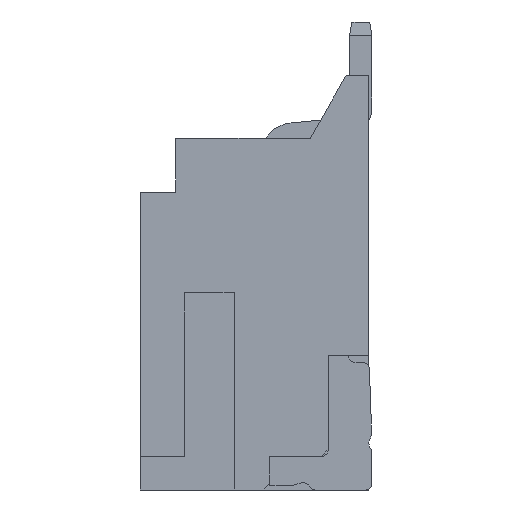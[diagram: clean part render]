
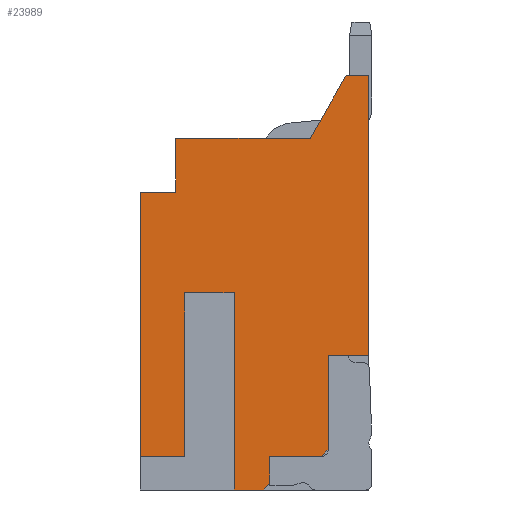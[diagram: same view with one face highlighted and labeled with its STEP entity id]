
A CAD part, left-side view. The second image highlights one B-rep face of the part: STEP entity #23989.
In plain terms, the highlighted planar face has unit normal (-1, 0, 0).
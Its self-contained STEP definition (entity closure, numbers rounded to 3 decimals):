
#11 = VECTOR ( 'NONE', #24385, 1000. ) ;
#28 = VERTEX_POINT ( 'NONE', #12913 ) ;
#109 = CARTESIAN_POINT ( 'NONE',  ( -8., -5.1, 1.4 ) ) ;
#395 = ORIENTED_EDGE ( 'NONE', *, *, #5435, .F. ) ;
#456 = CARTESIAN_POINT ( 'NONE',  ( -8., -1., -3.45 ) ) ;
#626 = VERTEX_POINT ( 'NONE', #3008 ) ;
#1371 = DIRECTION ( 'NONE',  ( 0., 0., 1. ) ) ;
#1602 = VECTOR ( 'NONE', #25996, 1000. ) ;
#1604 = VERTEX_POINT ( 'NONE', #3063 ) ;
#1761 = DIRECTION ( 'NONE',  ( 0., 0., 1. ) ) ;
#1776 = ORIENTED_EDGE ( 'NONE', *, *, #3537, .F. ) ;
#2039 = CARTESIAN_POINT ( 'NONE',  ( -8., 0., -3.225 ) ) ;
#2069 = EDGE_CURVE ( 'NONE', #8689, #12251, #11310, .T. ) ;
#2306 = CARTESIAN_POINT ( 'NONE',  ( -8., -2.55, -1.2 ) ) ;
#2454 = VECTOR ( 'NONE', #13909, 1000. ) ;
#2772 = VECTOR ( 'NONE', #12140, 1000. ) ;
#2895 = CARTESIAN_POINT ( 'NONE',  ( -8., -1., -7.1 ) ) ;
#3001 = ORIENTED_EDGE ( 'NONE', *, *, #14505, .F. ) ;
#3008 = CARTESIAN_POINT ( 'NONE',  ( -8., -2.1, -3.45 ) ) ;
#3063 = CARTESIAN_POINT ( 'NONE',  ( -8., -2.9, -7.1 ) ) ;
#3189 = EDGE_CURVE ( 'NONE', #14118, #17120, #20414, .T. ) ;
#3358 = LINE ( 'NONE', #10049, #2454 ) ;
#3375 = EDGE_CURVE ( 'NONE', #9313, #14118, #21836, .T. ) ;
#3417 = CARTESIAN_POINT ( 'NONE',  ( -8., -0.8, -3.925 ) ) ;
#3537 = EDGE_CURVE ( 'NONE', #4303, #13510, #4942, .T. ) ;
#3596 = VERTEX_POINT ( 'NONE', #13108 ) ;
#3747 = VERTEX_POINT ( 'NONE', #20220 ) ;
#4052 = EDGE_CURVE ( 'NONE', #9618, #1604, #7009, .T. ) ;
#4185 = VERTEX_POINT ( 'NONE', #22385 ) ;
#4303 = VERTEX_POINT ( 'NONE', #18680 ) ;
#4321 = CARTESIAN_POINT ( 'NONE',  ( -8., -4.6, 1.4 ) ) ;
#4861 = EDGE_CURVE ( 'NONE', #16803, #3596, #5629, .T. ) ;
#4942 = LINE ( 'NONE', #2306, #10089 ) ;
#5083 = DIRECTION ( 'NONE',  ( 1., 0., 0. ) ) ;
#5161 = VERTEX_POINT ( 'NONE', #26267 ) ;
#5435 = EDGE_CURVE ( 'NONE', #12251, #3747, #13595, .T. ) ;
#5444 = ORIENTED_EDGE ( 'NONE', *, *, #25644, .F. ) ;
#5595 = CARTESIAN_POINT ( 'NONE',  ( -8., -4.85, 1.4 ) ) ;
#5629 = LINE ( 'NONE', #11595, #6012 ) ;
#5675 = VECTOR ( 'NONE', #25858, 1000. ) ;
#6012 = VECTOR ( 'NONE', #24524, 1000. ) ;
#6468 = ORIENTED_EDGE ( 'NONE', *, *, #27098, .T. ) ;
#6666 = CARTESIAN_POINT ( 'NONE',  ( -8., -0.8, -1.2 ) ) ;
#7009 = LINE ( 'NONE', #24196, #5675 ) ;
#7557 = CARTESIAN_POINT ( 'NONE',  ( -8., -2.55, -7.85 ) ) ;
#7693 = ORIENTED_EDGE ( 'NONE', *, *, #3375, .F. ) ;
#8453 = ORIENTED_EDGE ( 'NONE', *, *, #17999, .T. ) ;
#8656 = ORIENTED_EDGE ( 'NONE', *, *, #13634, .F. ) ;
#8689 = VERTEX_POINT ( 'NONE', #456 ) ;
#9313 = VERTEX_POINT ( 'NONE', #15177 ) ;
#9618 = VERTEX_POINT ( 'NONE', #12209 ) ;
#9838 = LINE ( 'NONE', #3417, #13351 ) ;
#9897 = AXIS2_PLACEMENT_3D ( 'NONE', #25891, #5083, #13406 ) ;
#10049 = CARTESIAN_POINT ( 'NONE',  ( -8., -5.1, -3.225 ) ) ;
#10089 = VECTOR ( 'NONE', #17223, 1000. ) ;
#10114 = CARTESIAN_POINT ( 'NONE',  ( -8., -3.8, 0. ) ) ;
#10115 = LINE ( 'NONE', #2039, #14756 ) ;
#10171 = EDGE_CURVE ( 'NONE', #5161, #9618, #11709, .T. ) ;
#11310 = LINE ( 'NONE', #26291, #11 ) ;
#11528 = VECTOR ( 'NONE', #15957, 1000. ) ;
#11595 = CARTESIAN_POINT ( 'NONE',  ( -8., -2.9, -7.7 ) ) ;
#11709 = LINE ( 'NONE', #21990, #20137 ) ;
#12072 = CARTESIAN_POINT ( 'NONE',  ( -8., -2.9, -6.025 ) ) ;
#12140 = DIRECTION ( 'NONE',  ( 0., 0., 1. ) ) ;
#12209 = CARTESIAN_POINT ( 'NONE',  ( -8., -4.05, -7.1 ) ) ;
#12251 = VERTEX_POINT ( 'NONE', #2895 ) ;
#12913 = CARTESIAN_POINT ( 'NONE',  ( -8., -5.1, -4.85 ) ) ;
#13108 = CARTESIAN_POINT ( 'NONE',  ( -8., -2.75, -7.85 ) ) ;
#13295 = EDGE_CURVE ( 'NONE', #16803, #1604, #22070, .T. ) ;
#13351 = VECTOR ( 'NONE', #16012, 1000. ) ;
#13406 = DIRECTION ( 'NONE',  ( 0., 0., -1. ) ) ;
#13510 = VERTEX_POINT ( 'NONE', #6666 ) ;
#13595 = LINE ( 'NONE', #22089, #14256 ) ;
#13634 = EDGE_CURVE ( 'NONE', #13510, #9313, #9838, .T. ) ;
#13909 = DIRECTION ( 'NONE',  ( 0., 0., 1. ) ) ;
#14051 = ORIENTED_EDGE ( 'NONE', *, *, #24139, .F. ) ;
#14118 = VERTEX_POINT ( 'NONE', #21866 ) ;
#14211 = CARTESIAN_POINT ( 'NONE',  ( -8., -2.1, -3.225 ) ) ;
#14256 = VECTOR ( 'NONE', #15657, 1000. ) ;
#14501 = ORIENTED_EDGE ( 'NONE', *, *, #2069, .F. ) ;
#14505 = EDGE_CURVE ( 'NONE', #4185, #5161, #22114, .T. ) ;
#14756 = VECTOR ( 'NONE', #1761, 1000. ) ;
#15177 = CARTESIAN_POINT ( 'NONE',  ( -8., -0.8, 0. ) ) ;
#15657 = DIRECTION ( 'NONE',  ( 0., 1., 0. ) ) ;
#15710 = PLANE ( 'NONE',  #9897 ) ;
#15957 = DIRECTION ( 'NONE',  ( 0., 1., 0. ) ) ;
#16012 = DIRECTION ( 'NONE',  ( 0., 0., 1. ) ) ;
#16093 = DIRECTION ( 'NONE',  ( 0., 0.707, -0.707 ) ) ;
#16803 = VERTEX_POINT ( 'NONE', #16928 ) ;
#16928 = CARTESIAN_POINT ( 'NONE',  ( -8., -2.9, -7.7 ) ) ;
#16973 = ORIENTED_EDGE ( 'NONE', *, *, #4052, .F. ) ;
#17106 = ORIENTED_EDGE ( 'NONE', *, *, #18726, .F. ) ;
#17120 = VERTEX_POINT ( 'NONE', #4321 ) ;
#17223 = DIRECTION ( 'NONE',  ( 0., -1., 0. ) ) ;
#17228 = LINE ( 'NONE', #26034, #24365 ) ;
#17631 = FACE_OUTER_BOUND ( 'NONE', #22840, .T. ) ;
#17745 = LINE ( 'NONE', #26277, #11528 ) ;
#17994 = CARTESIAN_POINT ( 'NONE',  ( -8., -4.2, -3.225 ) ) ;
#17999 = EDGE_CURVE ( 'NONE', #28, #23876, #3358, .T. ) ;
#18043 = EDGE_CURVE ( 'NONE', #17120, #23876, #24492, .T. ) ;
#18045 = VECTOR ( 'NONE', #26337, 1000. ) ;
#18680 = CARTESIAN_POINT ( 'NONE',  ( -8., 0., -1.2 ) ) ;
#18726 = EDGE_CURVE ( 'NONE', #626, #8689, #17745, .T. ) ;
#18833 = VECTOR ( 'NONE', #21722, 1000. ) ;
#18878 = ORIENTED_EDGE ( 'NONE', *, *, #18043, .F. ) ;
#19929 = DIRECTION ( 'NONE',  ( 0., -1., 0. ) ) ;
#20098 = VECTOR ( 'NONE', #26411, 1000. ) ;
#20137 = VECTOR ( 'NONE', #16093, 1000. ) ;
#20220 = CARTESIAN_POINT ( 'NONE',  ( -8., 0., -7.1 ) ) ;
#20414 = LINE ( 'NONE', #10114, #18045 ) ;
#20832 = VECTOR ( 'NONE', #1371, 1000. ) ;
#20968 = ORIENTED_EDGE ( 'NONE', *, *, #4861, .F. ) ;
#21051 = VECTOR ( 'NONE', #19929, 1000. ) ;
#21624 = ORIENTED_EDGE ( 'NONE', *, *, #10171, .F. ) ;
#21722 = DIRECTION ( 'NONE',  ( 0., -1., 0. ) ) ;
#21836 = LINE ( 'NONE', #24197, #18833 ) ;
#21866 = CARTESIAN_POINT ( 'NONE',  ( -8., -3.8, 0. ) ) ;
#21990 = CARTESIAN_POINT ( 'NONE',  ( -8., -4.2, -6.95 ) ) ;
#22070 = LINE ( 'NONE', #12072, #20832 ) ;
#22089 = CARTESIAN_POINT ( 'NONE',  ( -8., -2.55, -7.1 ) ) ;
#22114 = LINE ( 'NONE', #17994, #1602 ) ;
#22385 = CARTESIAN_POINT ( 'NONE',  ( -8., -4.2, -4.85 ) ) ;
#22840 = EDGE_LOOP ( 'NONE', ( #21624, #3001, #24669, #8453, #18878, #23743, #7693, #8656, #1776, #5444, #395, #14501, #17106, #14051, #6468, #20968, #23120, #16973 ) ) ;
#23120 = ORIENTED_EDGE ( 'NONE', *, *, #13295, .T. ) ;
#23743 = ORIENTED_EDGE ( 'NONE', *, *, #3189, .F. ) ;
#23876 = VERTEX_POINT ( 'NONE', #109 ) ;
#23952 = EDGE_CURVE ( 'NONE', #28, #4185, #17228, .T. ) ;
#23989 = ADVANCED_FACE ( 'NONE', ( #17631 ), #15710, .F. ) ;
#24068 = LINE ( 'NONE', #7557, #21051 ) ;
#24139 = EDGE_CURVE ( 'NONE', #25757, #626, #26573, .T. ) ;
#24196 = CARTESIAN_POINT ( 'NONE',  ( -8., -2.55, -7.1 ) ) ;
#24197 = CARTESIAN_POINT ( 'NONE',  ( -8., -2.55, 0. ) ) ;
#24365 = VECTOR ( 'NONE', #25633, 1000. ) ;
#24385 = DIRECTION ( 'NONE',  ( 0., 0., -1. ) ) ;
#24492 = LINE ( 'NONE', #5595, #20098 ) ;
#24524 = DIRECTION ( 'NONE',  ( 0., 0.707, -0.707 ) ) ;
#24669 = ORIENTED_EDGE ( 'NONE', *, *, #23952, .F. ) ;
#25633 = DIRECTION ( 'NONE',  ( 0., 1., 0. ) ) ;
#25644 = EDGE_CURVE ( 'NONE', #3747, #4303, #10115, .T. ) ;
#25757 = VERTEX_POINT ( 'NONE', #25894 ) ;
#25858 = DIRECTION ( 'NONE',  ( 0., 1., 0. ) ) ;
#25891 = CARTESIAN_POINT ( 'NONE',  ( -8., -2.55, -3.225 ) ) ;
#25894 = CARTESIAN_POINT ( 'NONE',  ( -8., -2.1, -7.85 ) ) ;
#25996 = DIRECTION ( 'NONE',  ( 0., 0., -1. ) ) ;
#26034 = CARTESIAN_POINT ( 'NONE',  ( -8., -2.55, -4.85 ) ) ;
#26267 = CARTESIAN_POINT ( 'NONE',  ( -8., -4.2, -6.95 ) ) ;
#26277 = CARTESIAN_POINT ( 'NONE',  ( -8., -2.55, -3.45 ) ) ;
#26291 = CARTESIAN_POINT ( 'NONE',  ( -8., -1., -3.225 ) ) ;
#26337 = DIRECTION ( 'NONE',  ( 0., -0.496, 0.868 ) ) ;
#26411 = DIRECTION ( 'NONE',  ( 0., -1., 0. ) ) ;
#26573 = LINE ( 'NONE', #14211, #2772 ) ;
#27098 = EDGE_CURVE ( 'NONE', #25757, #3596, #24068, .T. ) ;
